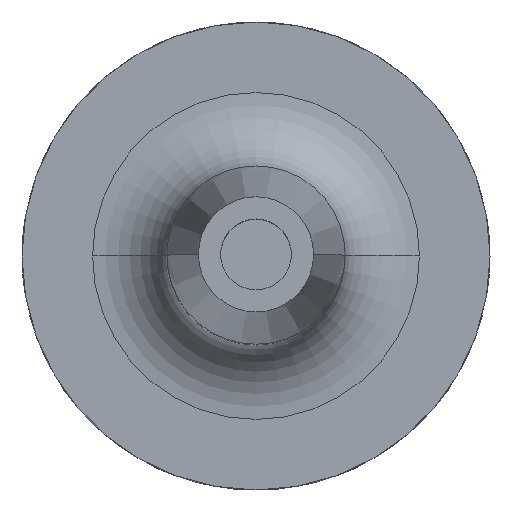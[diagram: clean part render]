
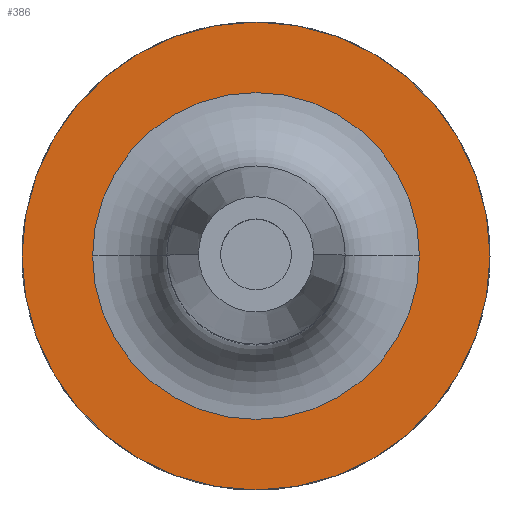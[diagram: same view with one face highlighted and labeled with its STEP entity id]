
A CAD part, top view. The second image highlights one B-rep face of the part: STEP entity #386.
In plain terms, the highlighted planar face has unit normal (0, 0, 1).
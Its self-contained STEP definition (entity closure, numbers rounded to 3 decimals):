
#70 = CIRCLE ( 'NONE', #1049, 22. ) ;
#74 = AXIS2_PLACEMENT_3D ( 'NONE', #1620, #1363, #203 ) ;
#203 = DIRECTION ( 'NONE',  ( -1., 0., 0. ) ) ;
#208 = AXIS2_PLACEMENT_3D ( 'NONE', #232, #1470, #1462 ) ;
#212 = DIRECTION ( 'NONE',  ( -1., 0., 0. ) ) ;
#232 = CARTESIAN_POINT ( 'NONE',  ( 0., 0., 27. ) ) ;
#338 = ORIENTED_EDGE ( 'NONE', *, *, #918, .F. ) ;
#341 = CIRCLE ( 'NONE', #1291, 31.5 ) ;
#356 = CARTESIAN_POINT ( 'NONE',  ( -22., 0., 27. ) ) ;
#386 = ADVANCED_FACE ( 'NONE', ( #633, #1250 ), #1500, .F. ) ;
#528 = VERTEX_POINT ( 'NONE', #1448 ) ;
#536 = EDGE_CURVE ( 'NONE', #528, #1165, #1648, .T. ) ;
#574 = VERTEX_POINT ( 'NONE', #1586 ) ;
#633 = FACE_BOUND ( 'NONE', #1649, .T. ) ;
#715 = CARTESIAN_POINT ( 'NONE',  ( 31.5, 0., 27. ) ) ;
#853 = DIRECTION ( 'NONE',  ( -1., 0., 0. ) ) ;
#878 = EDGE_CURVE ( 'NONE', #888, #574, #70, .T. ) ;
#888 = VERTEX_POINT ( 'NONE', #356 ) ;
#918 = EDGE_CURVE ( 'NONE', #1165, #528, #341, .T. ) ;
#1012 = ORIENTED_EDGE ( 'NONE', *, *, #878, .T. ) ;
#1020 = EDGE_LOOP ( 'NONE', ( #1661, #338 ) ) ;
#1025 = EDGE_CURVE ( 'NONE', #574, #888, #1626, .T. ) ;
#1037 = DIRECTION ( 'NONE',  ( -1., 0., 0. ) ) ;
#1049 = AXIS2_PLACEMENT_3D ( 'NONE', #1161, #1153, #1037 ) ;
#1153 = DIRECTION ( 'NONE',  ( 0., 0., -1. ) ) ;
#1161 = CARTESIAN_POINT ( 'NONE',  ( 0., 0., 27. ) ) ;
#1165 = VERTEX_POINT ( 'NONE', #715 ) ;
#1213 = CARTESIAN_POINT ( 'NONE',  ( 0., 0., 27. ) ) ;
#1220 = DIRECTION ( 'NONE',  ( 0., 0., -1. ) ) ;
#1250 = FACE_OUTER_BOUND ( 'NONE', #1020, .T. ) ;
#1252 = CARTESIAN_POINT ( 'NONE',  ( 0., 0., 27. ) ) ;
#1291 = AXIS2_PLACEMENT_3D ( 'NONE', #1213, #1220, #853 ) ;
#1323 = ORIENTED_EDGE ( 'NONE', *, *, #1025, .T. ) ;
#1363 = DIRECTION ( 'NONE',  ( 0., 0., -1. ) ) ;
#1448 = CARTESIAN_POINT ( 'NONE',  ( -31.5, 0., 27. ) ) ;
#1459 = AXIS2_PLACEMENT_3D ( 'NONE', #1252, #1639, #212 ) ;
#1462 = DIRECTION ( 'NONE',  ( -1., 0., 0. ) ) ;
#1470 = DIRECTION ( 'NONE',  ( 0., 0., -1. ) ) ;
#1500 = PLANE ( 'NONE',  #208 ) ;
#1586 = CARTESIAN_POINT ( 'NONE',  ( 22., 0., 27. ) ) ;
#1620 = CARTESIAN_POINT ( 'NONE',  ( 0., 0., 27. ) ) ;
#1626 = CIRCLE ( 'NONE', #1459, 22. ) ;
#1639 = DIRECTION ( 'NONE',  ( 0., 0., -1. ) ) ;
#1648 = CIRCLE ( 'NONE', #74, 31.5 ) ;
#1649 = EDGE_LOOP ( 'NONE', ( #1012, #1323 ) ) ;
#1661 = ORIENTED_EDGE ( 'NONE', *, *, #536, .F. ) ;
